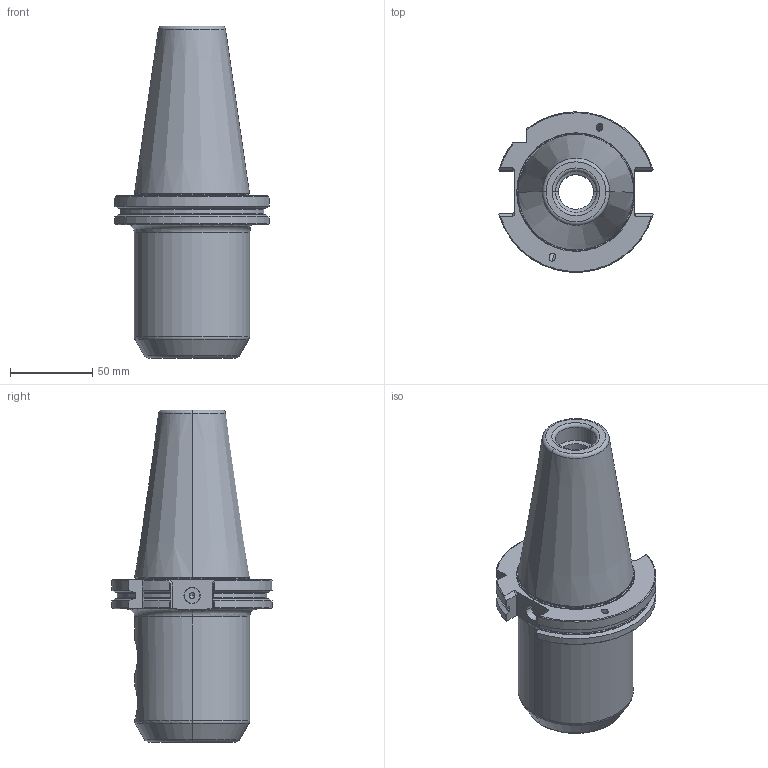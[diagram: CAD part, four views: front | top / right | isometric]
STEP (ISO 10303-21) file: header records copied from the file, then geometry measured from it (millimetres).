
FILE_DESCRIPTION(('no description'),'unknown implementation level');
FILE_NAME('6827CED0-0CE5-4462-B38B-64E6FA9C7BB6_export.stp',' ',('CIMSOURCE GmbH'),('CADClick - KiM GmbH - www.kimweb.de'),'unknown preprocess','ACIS','unknown authorization');
FILE_SCHEMA(('automotive_design'));
Length unit declared in the file: millimetre
Products named in the file (3): 490.232 Kaiser SK50B_VBD X D32B X 100|690.484 Kaiser ETL M20 X 20_Standard;NONE; 490.232 Kaiser SK50B_VBD X D32B X 100|490.232 Kaiser SK50B_VBD X D32B X 100_Standard;NONE
Bounding box: 93.58 x 97.27 x 201.6 mm (x, y, z)
Volume: 566555.9 mm3; surface area: 74024.4 mm2
Topology: 3 solids, 3 shells, 231 faces, 579 edges, 353 vertices
Faces by surface type: plane 81, cylinder 65, cone 61, torus 24
Entity records: 14036 total; most frequent: CARTESIAN_POINT 2070, STYLED_ITEM 1156, PRESENTATION_STYLE_ASSIGNMENT 1156, COLOUR_RGB 1156, DIRECTION 1150, ORIENTED_EDGE 1138, EDGE_CURVE 569, CURVE_STYLE 569
